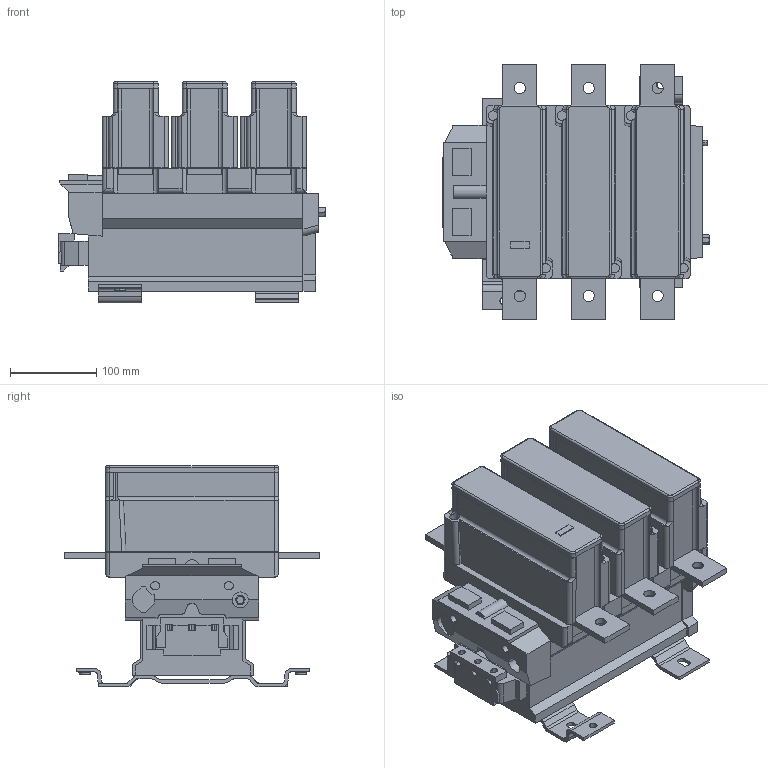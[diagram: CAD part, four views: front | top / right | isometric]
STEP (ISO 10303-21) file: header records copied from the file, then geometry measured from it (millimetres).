
FILE_DESCRIPTION (( 'STEP AP203' ), '1' );
FILE_NAME ('ctr-b-630.ÃÌ Êîíòàêòîð ÊÒÝ 630À 230Â NO EKF.STEP', '2025-02-20T09:08:00', ( '' ), ( '' ), 'SwSTEP 2.0', 'SolidWorks 2021', '' );
FILE_SCHEMA (( 'CONFIG_CONTROL_DESIGN' ));
Length unit declared in the file: millimetre
Products named in the file (1): ctr-b-630.ÃÌ Êîíòàêòîð ÊÒÝ 630À 230Â NO EKF
Bounding box: 309.5 x 295 x 257.5 mm (x, y, z)
Volume: 9081644.9 mm3; surface area: 547299.6 mm2
Topology: 1 solids, 1 shells, 661 faces, 1847 edges, 1207 vertices
Faces by surface type: plane 383, cylinder 232, torus 28, cone 18
Entity records: 21927 total; most frequent: CARTESIAN_POINT 4554, ORIENTED_EDGE 3690, DIRECTION 3566, EDGE_CURVE 1845, LINE 1268, VECTOR 1268, VERTEX_POINT 1207, AXIS2_PLACEMENT_3D 1149
